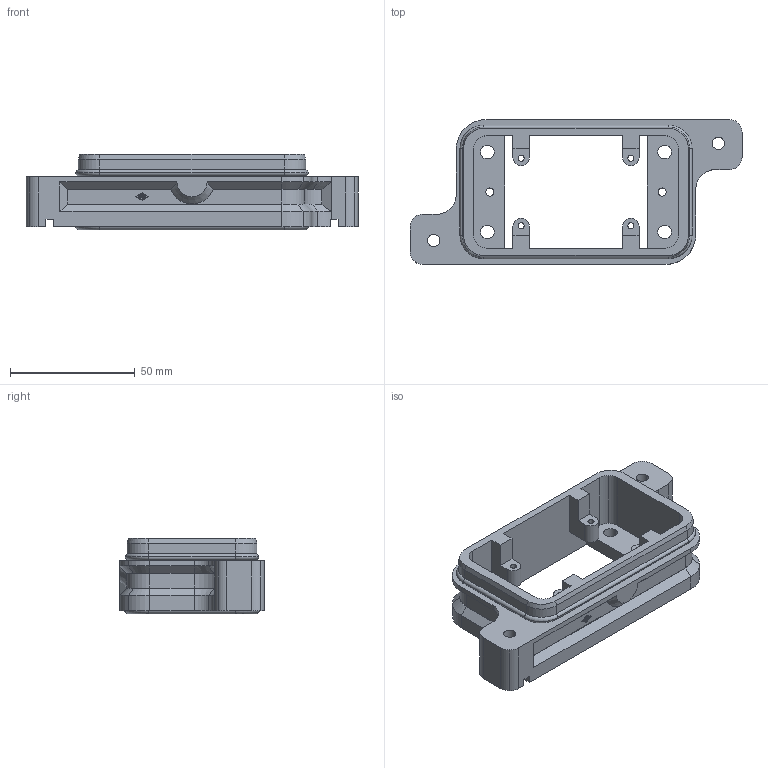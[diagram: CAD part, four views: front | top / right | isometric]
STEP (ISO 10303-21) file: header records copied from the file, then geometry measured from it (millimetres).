
FILE_DESCRIPTION((''),'2;1');
FILE_NAME('CGI 6.stp','2007-01-02T16:48:04',('gembarski'),(''),'Autodesk Inventor 7','Autodesk Inventor 7','');
FILE_SCHEMA(('AUTOMOTIVE_DESIGN { 1 0 10303 214 1 1 1 1 }'));
Length unit declared in the file: millimetre
Products named in the file (1): Anbaugehäuse
Bounding box: 133 x 58 x 30.25 mm (x, y, z)
Volume: 60405.8 mm3; surface area: 32088.9 mm2
Topology: 1 solids, 1 shells, 322 faces, 855 edges, 534 vertices
Faces by surface type: plane 154, cylinder 118, cone 22, torus 20, bspline 8
Entity records: 10294 total; most frequent: CARTESIAN_POINT 2084, DIRECTION 1741, ORIENTED_EDGE 1710, EDGE_CURVE 855, AXIS2_PLACEMENT_3D 607, VERTEX_POINT 534, VECTOR 527, LINE 527
